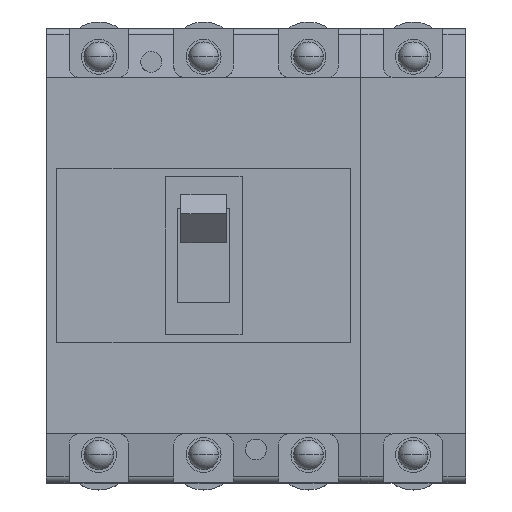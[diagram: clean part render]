
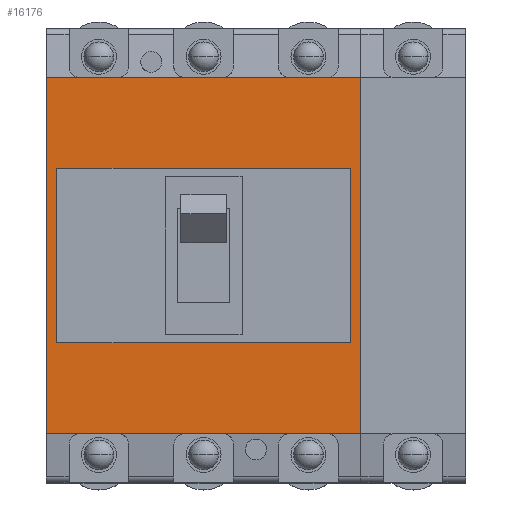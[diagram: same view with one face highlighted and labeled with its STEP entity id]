
A CAD part, top view. The second image highlights one B-rep face of the part: STEP entity #16176.
In plain terms, the highlighted planar face has unit normal (0, 0, 1).
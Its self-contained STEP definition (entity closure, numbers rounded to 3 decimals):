
#167 = EDGE_CURVE ( 'NONE', #4716, #11729, #7441, .T. ) ;
#318 = VECTOR ( 'NONE', #15577, 1000. ) ;
#620 = CARTESIAN_POINT ( 'NONE',  ( 45., 65., 68. ) ) ;
#1595 = LINE ( 'NONE', #3700, #16094 ) ;
#2101 = EDGE_CURVE ( 'NONE', #9255, #4716, #9596, .T. ) ;
#2162 = VERTEX_POINT ( 'NONE', #4223 ) ;
#2196 = ORIENTED_EDGE ( 'NONE', *, *, #13126, .F. ) ;
#2556 = DIRECTION ( 'NONE',  ( 0., -1., 0. ) ) ;
#3240 = EDGE_CURVE ( 'NONE', #10678, #11729, #14025, .T. ) ;
#3559 = ORIENTED_EDGE ( 'NONE', *, *, #13741, .F. ) ;
#3700 = CARTESIAN_POINT ( 'NONE',  ( -42., 25., 68. ) ) ;
#3737 = AXIS2_PLACEMENT_3D ( 'NONE', #12099, #8030, #17573 ) ;
#3800 = LINE ( 'NONE', #6167, #11068 ) ;
#3917 = CARTESIAN_POINT ( 'NONE',  ( -42., -25., 68. ) ) ;
#4223 = CARTESIAN_POINT ( 'NONE',  ( 42., -25., 68. ) ) ;
#4716 = VERTEX_POINT ( 'NONE', #16548 ) ;
#4852 = ORIENTED_EDGE ( 'NONE', *, *, #167, .T. ) ;
#5925 = VECTOR ( 'NONE', #16903, 1000. ) ;
#5965 = CARTESIAN_POINT ( 'NONE',  ( -42., 25., 68. ) ) ;
#6116 = CARTESIAN_POINT ( 'NONE',  ( 42., 25., 68. ) ) ;
#6167 = CARTESIAN_POINT ( 'NONE',  ( -42., 25., 68. ) ) ;
#6459 = VERTEX_POINT ( 'NONE', #3917 ) ;
#6492 = DIRECTION ( 'NONE',  ( 1., 0., 0. ) ) ;
#6873 = DIRECTION ( 'NONE',  ( 1., 0., 0. ) ) ;
#6885 = ORIENTED_EDGE ( 'NONE', *, *, #3240, .F. ) ;
#7441 = LINE ( 'NONE', #620, #14698 ) ;
#7693 = CARTESIAN_POINT ( 'NONE',  ( -45., -51., 68. ) ) ;
#8030 = DIRECTION ( 'NONE',  ( 0., 0., 1. ) ) ;
#8291 = VECTOR ( 'NONE', #2556, 1000. ) ;
#9218 = EDGE_LOOP ( 'NONE', ( #13269, #4852, #6885, #11557 ) ) ;
#9255 = VERTEX_POINT ( 'NONE', #7693 ) ;
#9561 = CARTESIAN_POINT ( 'NONE',  ( 42., 25., 68. ) ) ;
#9596 = LINE ( 'NONE', #15675, #12358 ) ;
#9659 = VERTEX_POINT ( 'NONE', #5965 ) ;
#10071 = CARTESIAN_POINT ( 'NONE',  ( -42., -25., 68. ) ) ;
#10368 = LINE ( 'NONE', #6116, #318 ) ;
#10678 = VERTEX_POINT ( 'NONE', #11495 ) ;
#10925 = CARTESIAN_POINT ( 'NONE',  ( -55., 51., 68. ) ) ;
#11068 = VECTOR ( 'NONE', #15697, 1000. ) ;
#11495 = CARTESIAN_POINT ( 'NONE',  ( -45., 51., 68. ) ) ;
#11557 = ORIENTED_EDGE ( 'NONE', *, *, #15060, .T. ) ;
#11729 = VERTEX_POINT ( 'NONE', #15059 ) ;
#11918 = LINE ( 'NONE', #12069, #8291 ) ;
#12069 = CARTESIAN_POINT ( 'NONE',  ( -45., 65., 68. ) ) ;
#12099 = CARTESIAN_POINT ( 'NONE',  ( 0., 0., 68. ) ) ;
#12358 = VECTOR ( 'NONE', #6492, 1000. ) ;
#12690 = VERTEX_POINT ( 'NONE', #9561 ) ;
#13126 = EDGE_CURVE ( 'NONE', #6459, #2162, #13592, .T. ) ;
#13230 = DIRECTION ( 'NONE',  ( -1., 0., 0. ) ) ;
#13269 = ORIENTED_EDGE ( 'NONE', *, *, #2101, .T. ) ;
#13592 = LINE ( 'NONE', #10071, #5925 ) ;
#13741 = EDGE_CURVE ( 'NONE', #2162, #12690, #10368, .T. ) ;
#13838 = EDGE_CURVE ( 'NONE', #12690, #9659, #1595, .T. ) ;
#14025 = LINE ( 'NONE', #10925, #17224 ) ;
#14612 = FACE_OUTER_BOUND ( 'NONE', #9218, .T. ) ;
#14698 = VECTOR ( 'NONE', #17319, 1000. ) ;
#14851 = EDGE_CURVE ( 'NONE', #9659, #6459, #3800, .T. ) ;
#15047 = FACE_BOUND ( 'NONE', #15196, .T. ) ;
#15059 = CARTESIAN_POINT ( 'NONE',  ( 45., 51., 68. ) ) ;
#15060 = EDGE_CURVE ( 'NONE', #10678, #9255, #11918, .T. ) ;
#15196 = EDGE_LOOP ( 'NONE', ( #2196, #16211, #16524, #3559 ) ) ;
#15577 = DIRECTION ( 'NONE',  ( 0., 1., 0. ) ) ;
#15675 = CARTESIAN_POINT ( 'NONE',  ( -55., -51., 68. ) ) ;
#15697 = DIRECTION ( 'NONE',  ( 0., -1., 0. ) ) ;
#16094 = VECTOR ( 'NONE', #13230, 1000. ) ;
#16176 = ADVANCED_FACE ( 'NONE', ( #14612, #15047 ), #16178, .T. ) ;
#16178 = PLANE ( 'NONE',  #3737 ) ;
#16211 = ORIENTED_EDGE ( 'NONE', *, *, #14851, .F. ) ;
#16524 = ORIENTED_EDGE ( 'NONE', *, *, #13838, .F. ) ;
#16548 = CARTESIAN_POINT ( 'NONE',  ( 45., -51., 68. ) ) ;
#16903 = DIRECTION ( 'NONE',  ( 1., 0., 0. ) ) ;
#17224 = VECTOR ( 'NONE', #6873, 1000. ) ;
#17319 = DIRECTION ( 'NONE',  ( 0., 1., 0. ) ) ;
#17573 = DIRECTION ( 'NONE',  ( 1., 0., 0. ) ) ;
